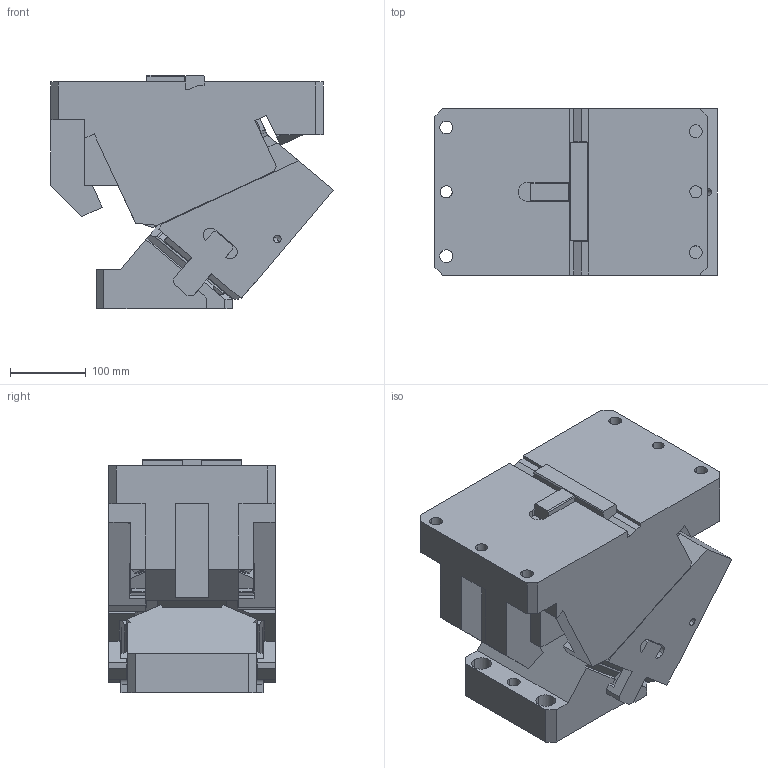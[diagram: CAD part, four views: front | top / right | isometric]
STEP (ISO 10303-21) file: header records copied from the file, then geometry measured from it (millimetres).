
FILE_DESCRIPTION(('CATIA V5 STEP Exchange'),'2;1');
FILE_NAME('CACV_F_220_40.stp','2015-04-27T06:54:56+00:00',('none'),('none'),'CATIA Version 5 Release 19 SP 2 (IN-10)','CATIA V5 STEP AP203','none');
FILE_SCHEMA(('CONFIG_CONTROL_DESIGN'));
Length unit declared in the file: millimetre
Products named in the file (1): CACV_F_220_40
Bounding box: 373.16 x 220 x 309 mm (x, y, z)
Volume: 15721173.8 mm3; surface area: 843773.1 mm2
Topology: 3 solids, 9 shells, 561 faces, 1552 edges, 1012 vertices
Faces by surface type: plane 384, cylinder 163, cone 10, extrusion 4
Entity records: 18812 total; most frequent: CARTESIAN_POINT 5074, ORIENTED_EDGE 3088, DIRECTION 2352, EDGE_CURVE 1544, VECTOR 1204, LINE 1200, VERTEX_POINT 1012, AXIS2_PLACEMENT_3D 661
